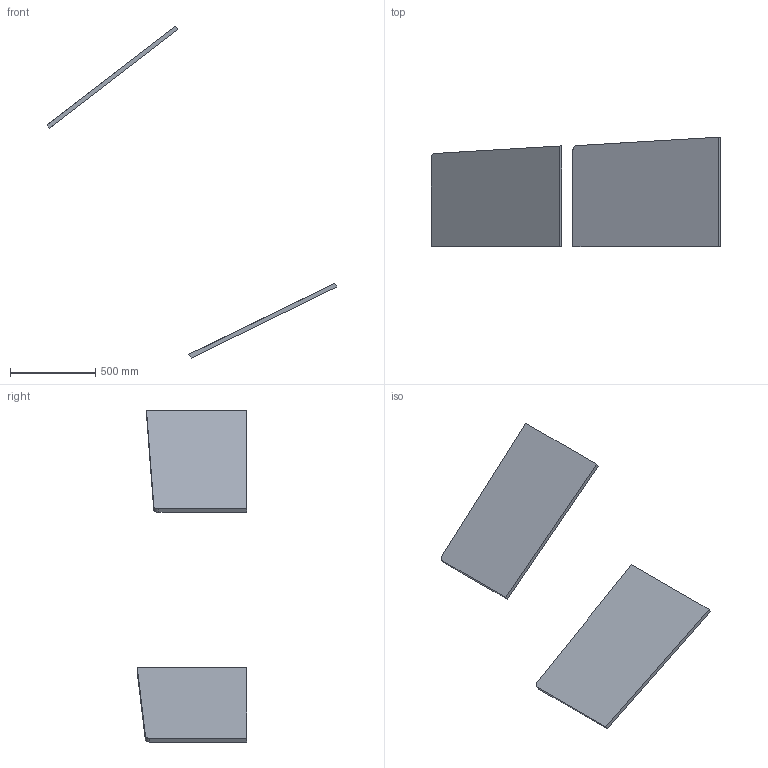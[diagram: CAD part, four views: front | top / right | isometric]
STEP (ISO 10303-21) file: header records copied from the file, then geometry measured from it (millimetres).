
FILE_DESCRIPTION(('FreeCAD Model'),'2;1');
FILE_NAME('detailed_WCLL/WCLL_sample_envelope_end_caps.step', '2018-01-22T16:35:40',('FreeCAD'),('FreeCAD'), 'Open CASCADE STEP processor 7.1','FreeCAD','Unknown');
FILE_SCHEMA(('AUTOMOTIVE_DESIGN_CC2 { 1 2 10303 214 -1 1 5 4 }'));
Length unit declared in the file: millimetre
Products named in the file (3): Open CASCADE STEP translator 7.1 4; Open CASCADE STEP translator 7.1 4.1; Open CASCADE STEP translator 7.1 4.2
Assembly tree (2 placements, depth 2):
  Open CASCADE STEP translator 7.1 4
    Open CASCADE STEP translator 7.1 4.1
    Open CASCADE STEP translator 7.1 4.2
Bounding box: 1698.85 x 642.7 x 1944.93 mm (x, y, z)
Volume: 28097241 mm3; surface area: 2401837.8 mm2
Topology: 2 solids, 2 shells, 14 faces, 30 edges, 20 vertices
Faces by surface type: plane 12, cylinder 2
Entity records: 798 total; most frequent: CARTESIAN_POINT 201, DIRECTION 84, ORIENTED_EDGE 60, PCURVE 60, DEFINITIONAL_REPRESENTATION 60, B_SPLINE_CURVE_WITH_KNOTS 44, LINE 38, VECTOR 38
